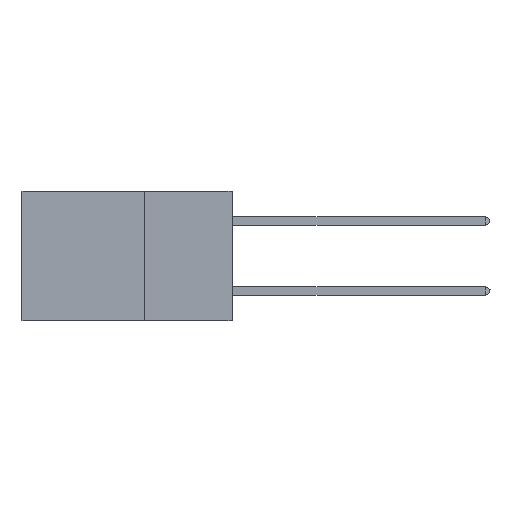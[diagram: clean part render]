
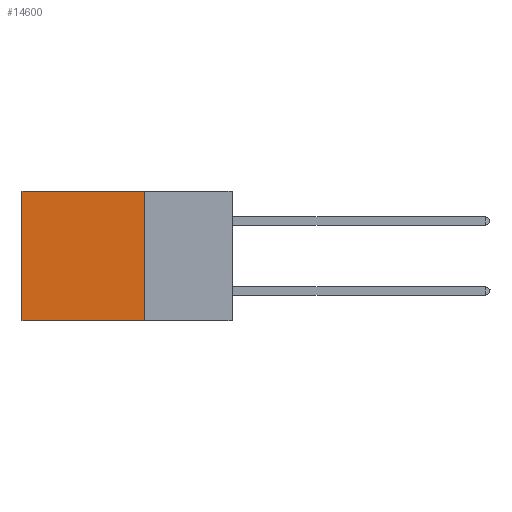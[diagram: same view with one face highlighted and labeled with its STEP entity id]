
A CAD part, left-side view. The second image highlights one B-rep face of the part: STEP entity #14600.
In plain terms, the highlighted planar face has unit normal (-1, 0, 0).
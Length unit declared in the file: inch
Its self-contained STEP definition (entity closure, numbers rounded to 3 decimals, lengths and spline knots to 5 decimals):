
#259 = DIRECTION ( 'NONE',  ( 0., 1., 0. ) ) ;
#513 = DIRECTION ( 'NONE',  ( 0., 0., -1. ) ) ;
#1084 = AXIS2_PLACEMENT_3D ( 'NONE', #3337, #21097, #9285 ) ;
#1227 = PLANE ( 'NONE',  #1084 ) ;
#1692 = VECTOR ( 'NONE', #513, 39.37008 ) ;
#1782 = CARTESIAN_POINT ( 'NONE',  ( 0.2875, 0.25, -0.37 ) ) ;
#2209 = ORIENTED_EDGE ( 'NONE', *, *, #13289, .T. ) ;
#2451 = CARTESIAN_POINT ( 'NONE',  ( 0.2875, 0.25, 0. ) ) ;
#3337 = CARTESIAN_POINT ( 'NONE',  ( 0.2875, 0.25, 0. ) ) ;
#3515 = ORIENTED_EDGE ( 'NONE', *, *, #12711, .T. ) ;
#4688 = DIRECTION ( 'NONE',  ( 0., 0., -1. ) ) ;
#7090 = VECTOR ( 'NONE', #4688, 39.37008 ) ;
#7590 = CARTESIAN_POINT ( 'NONE',  ( 0.2875, 0.6, 0. ) ) ;
#8846 = VERTEX_POINT ( 'NONE', #13479 ) ;
#9285 = DIRECTION ( 'NONE',  ( 0., 0., -1. ) ) ;
#9533 = EDGE_LOOP ( 'NONE', ( #2209, #19846, #16915, #3515 ) ) ;
#11658 = FACE_OUTER_BOUND ( 'NONE', #9533, .T. ) ;
#11912 = LINE ( 'NONE', #24058, #12525 ) ;
#12525 = VECTOR ( 'NONE', #259, 39.37008 ) ;
#12711 = EDGE_CURVE ( 'NONE', #8846, #16447, #11912, .T. ) ;
#13036 = LINE ( 'NONE', #14695, #7090 ) ;
#13289 = EDGE_CURVE ( 'NONE', #16447, #18827, #13036, .T. ) ;
#13479 = CARTESIAN_POINT ( 'NONE',  ( 0.2875, 0.25, 0. ) ) ;
#14600 = ADVANCED_FACE ( 'NONE', ( #11658 ), #1227, .F. ) ;
#14695 = CARTESIAN_POINT ( 'NONE',  ( 0.2875, 0.6, 0. ) ) ;
#16447 = VERTEX_POINT ( 'NONE', #7590 ) ;
#16915 = ORIENTED_EDGE ( 'NONE', *, *, #20912, .F. ) ;
#17228 = LINE ( 'NONE', #20325, #25283 ) ;
#18247 = DIRECTION ( 'NONE',  ( 0., 1., 0. ) ) ;
#18827 = VERTEX_POINT ( 'NONE', #20612 ) ;
#19846 = ORIENTED_EDGE ( 'NONE', *, *, #20271, .F. ) ;
#20271 = EDGE_CURVE ( 'NONE', #25565, #18827, #17228, .T. ) ;
#20325 = CARTESIAN_POINT ( 'NONE',  ( 0.2875, 0.25, -0.37 ) ) ;
#20612 = CARTESIAN_POINT ( 'NONE',  ( 0.2875, 0.6, -0.37 ) ) ;
#20912 = EDGE_CURVE ( 'NONE', #8846, #25565, #21255, .T. ) ;
#21097 = DIRECTION ( 'NONE',  ( 1., 0., 0. ) ) ;
#21255 = LINE ( 'NONE', #2451, #1692 ) ;
#24058 = CARTESIAN_POINT ( 'NONE',  ( 0.2875, 0.25, 0. ) ) ;
#25283 = VECTOR ( 'NONE', #18247, 39.37008 ) ;
#25565 = VERTEX_POINT ( 'NONE', #1782 ) ;
